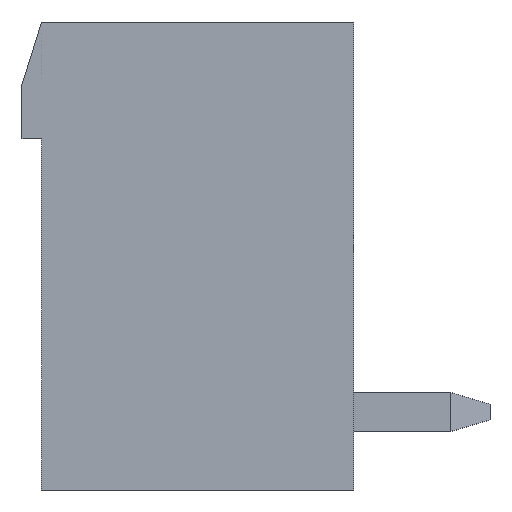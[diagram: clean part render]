
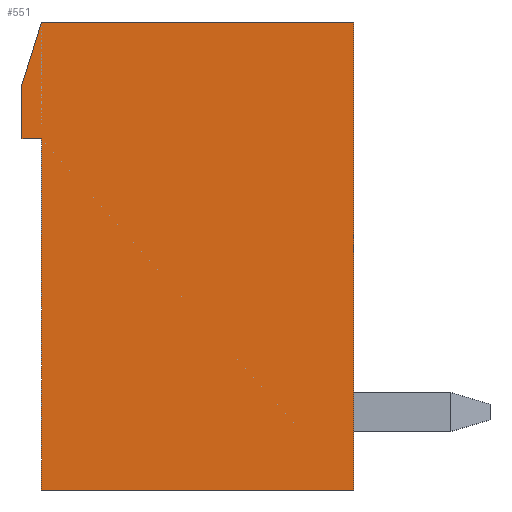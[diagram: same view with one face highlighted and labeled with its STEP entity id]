
A CAD part, left-side view. The second image highlights one B-rep face of the part: STEP entity #551.
In plain terms, the highlighted planar face has unit normal (-1, 0, 0).
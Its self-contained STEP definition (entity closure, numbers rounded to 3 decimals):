
#551 = ADVANCED_FACE( '', ( #1199 ), #1200, .T. );
#1199 = FACE_OUTER_BOUND( '', #2033, .T. );
#1200 = PLANE( '', #2034 );
#2033 = EDGE_LOOP( '', ( #3476, #3477, #3478, #3479, #3480, #3481, #3482 ) );
#2034 = AXIS2_PLACEMENT_3D( '', #3483, #3484, #3485 );
#3476 = ORIENTED_EDGE( '', *, *, #5292, .F. );
#3477 = ORIENTED_EDGE( '', *, *, #4989, .T. );
#3478 = ORIENTED_EDGE( '', *, *, #5293, .F. );
#3479 = ORIENTED_EDGE( '', *, *, #5294, .F. );
#3480 = ORIENTED_EDGE( '', *, *, #5138, .T. );
#3481 = ORIENTED_EDGE( '', *, *, #5295, .T. );
#3482 = ORIENTED_EDGE( '', *, *, #5102, .T. );
#3483 = CARTESIAN_POINT( '', ( -13.5, 0., 0. ) );
#3484 = DIRECTION( '', ( -1., 0., 0. ) );
#3485 = DIRECTION( '', ( 0., 0., 1. ) );
#4989 = EDGE_CURVE( '', #6011, #6032, #6034, .T. );
#5102 = EDGE_CURVE( '', #6222, #6220, #6223, .T. );
#5138 = EDGE_CURVE( '', #6274, #6272, #6275, .T. );
#5292 = EDGE_CURVE( '', #6011, #6220, #6507, .T. );
#5293 = EDGE_CURVE( '', #6508, #6032, #6509, .T. );
#5294 = EDGE_CURVE( '', #6274, #6508, #6510, .T. );
#5295 = EDGE_CURVE( '', #6272, #6222, #6511, .T. );
#6011 = VERTEX_POINT( '', #7448 );
#6032 = VERTEX_POINT( '', #7480 );
#6034 = LINE( '', #7483, #7484 );
#6220 = VERTEX_POINT( '', #7738 );
#6222 = VERTEX_POINT( '', #7741 );
#6223 = LINE( '', #7742, #7743 );
#6272 = VERTEX_POINT( '', #7811 );
#6274 = VERTEX_POINT( '', #7814 );
#6275 = LINE( '', #7815, #7816 );
#6507 = LINE( '', #8138, #8139 );
#6508 = VERTEX_POINT( '', #8140 );
#6509 = LINE( '', #8141, #8142 );
#6510 = LINE( '', #8143, #8144 );
#6511 = LINE( '', #8145, #8146 );
#7448 = CARTESIAN_POINT( '', ( -13.5, 4.25, 4.4 ) );
#7480 = CARTESIAN_POINT( '', ( -13.5, 4.25, 3. ) );
#7483 = CARTESIAN_POINT( '', ( -13.5, 4.25, 6. ) );
#7484 = VECTOR( '', #9056, 1000. );
#7738 = CARTESIAN_POINT( '', ( -13.5, 3.75, 6. ) );
#7741 = CARTESIAN_POINT( '', ( -13.5, -4.25, 6. ) );
#7742 = CARTESIAN_POINT( '', ( -13.5, -4.25, 6. ) );
#7743 = VECTOR( '', #9183, 1000. );
#7811 = CARTESIAN_POINT( '', ( -13.5, -4.25, -6. ) );
#7814 = CARTESIAN_POINT( '', ( -13.5, 3.75, -6. ) );
#7815 = CARTESIAN_POINT( '', ( -13.5, 4.25, -6. ) );
#7816 = VECTOR( '', #9225, 1000. );
#8138 = CARTESIAN_POINT( '', ( -13.5, 5.125, 1.601 ) );
#8139 = VECTOR( '', #9385, 1000. );
#8140 = CARTESIAN_POINT( '', ( -13.5, 3.75, 3. ) );
#8141 = CARTESIAN_POINT( '', ( -13.5, 0., 3. ) );
#8142 = VECTOR( '', #9386, 1000. );
#8143 = CARTESIAN_POINT( '', ( -13.5, 3.75, 0. ) );
#8144 = VECTOR( '', #9387, 1000. );
#8145 = CARTESIAN_POINT( '', ( -13.5, -4.25, -6. ) );
#8146 = VECTOR( '', #9388, 1000. );
#9056 = DIRECTION( '', ( 0., 0., -1. ) );
#9183 = DIRECTION( '', ( 0., 1., 0. ) );
#9225 = DIRECTION( '', ( 0., -1., 0. ) );
#9385 = DIRECTION( '', ( 0., -0.298, 0.954 ) );
#9386 = DIRECTION( '', ( 0., 1., 0. ) );
#9387 = DIRECTION( '', ( 0., 0., 1. ) );
#9388 = DIRECTION( '', ( 0., 0., 1. ) );
